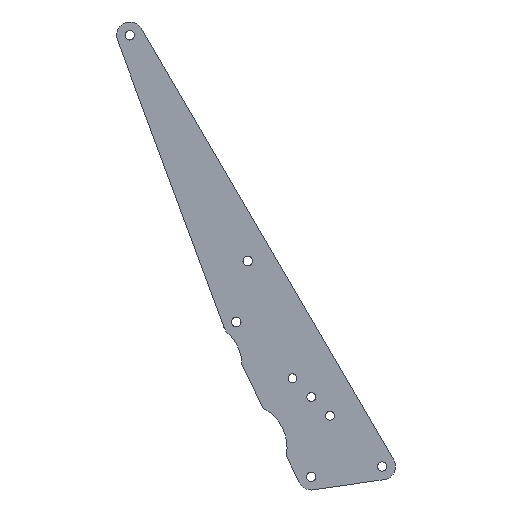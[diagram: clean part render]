
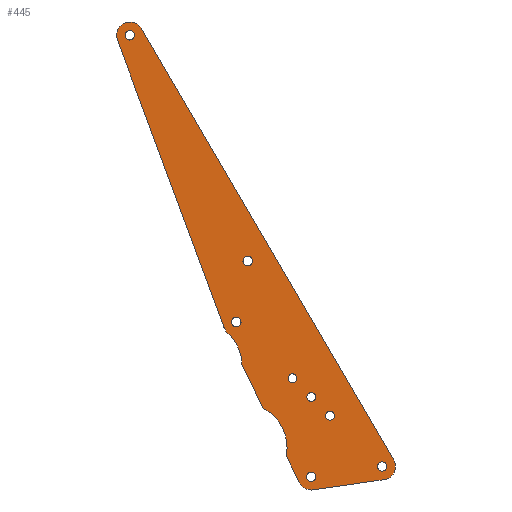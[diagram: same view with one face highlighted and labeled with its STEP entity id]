
A CAD part, left-side view. The second image highlights one B-rep face of the part: STEP entity #445.
In plain terms, the highlighted planar face has unit normal (-1, 0, 0).
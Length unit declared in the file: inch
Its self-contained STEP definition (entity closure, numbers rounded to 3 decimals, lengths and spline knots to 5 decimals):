
#15=FACE_BOUND('',#116,.T.);
#16=FACE_BOUND('',#117,.T.);
#17=FACE_BOUND('',#118,.T.);
#18=FACE_BOUND('',#119,.T.);
#19=FACE_BOUND('',#120,.T.);
#20=FACE_BOUND('',#121,.T.);
#21=FACE_BOUND('',#122,.T.);
#22=FACE_BOUND('',#123,.T.);
#31=CIRCLE('',#451,0.09);
#33=CIRCLE('',#454,0.09);
#35=CIRCLE('',#457,0.25);
#38=CIRCLE('',#462,0.25);
#39=CIRCLE('',#464,0.091);
#41=CIRCLE('',#467,0.0835);
#43=CIRCLE('',#470,0.0875);
#45=CIRCLE('',#473,0.0835);
#47=CIRCLE('',#476,0.0835);
#49=CIRCLE('',#479,0.0875);
#52=CIRCLE('',#483,0.8325);
#53=CIRCLE('',#486,0.25);
#56=CIRCLE('',#491,0.25);
#58=CIRCLE('',#495,0.8325);
#93=FACE_OUTER_BOUND('',#115,.T.);
#115=EDGE_LOOP('',(#377,#378,#379,#380,#381,#382,#383,#384,#385,#386,#387,
#388));
#116=EDGE_LOOP('',(#389));
#117=EDGE_LOOP('',(#390));
#118=EDGE_LOOP('',(#391));
#119=EDGE_LOOP('',(#392));
#120=EDGE_LOOP('',(#393));
#121=EDGE_LOOP('',(#394));
#122=EDGE_LOOP('',(#395));
#123=EDGE_LOOP('',(#396));
#133=LINE('',#637,#165);
#140=LINE('',#663,#172);
#153=LINE('',#720,#185);
#156=LINE('',#731,#188);
#160=LINE('',#743,#192);
#164=LINE('',#753,#196);
#165=VECTOR('',#503,0.3937);
#172=VECTOR('',#530,0.3937);
#185=VECTOR('',#593,0.3937);
#188=VECTOR('',#604,0.3937);
#192=VECTOR('',#616,0.3937);
#196=VECTOR('',#628,0.3937);
#197=VERTEX_POINT('',#635);
#198=VERTEX_POINT('',#636);
#201=VERTEX_POINT('',#644);
#203=VERTEX_POINT('',#650);
#205=VERTEX_POINT('',#656);
#207=VERTEX_POINT('',#662);
#210=VERTEX_POINT('',#670);
#211=VERTEX_POINT('',#674);
#213=VERTEX_POINT('',#680);
#215=VERTEX_POINT('',#686);
#217=VERTEX_POINT('',#692);
#219=VERTEX_POINT('',#698);
#221=VERTEX_POINT('',#704);
#225=VERTEX_POINT('',#713);
#226=VERTEX_POINT('',#715);
#227=VERTEX_POINT('',#722);
#230=VERTEX_POINT('',#730);
#232=VERTEX_POINT('',#736);
#234=VERTEX_POINT('',#742);
#236=VERTEX_POINT('',#748);
#237=EDGE_CURVE('',#197,#198,#133,.T.);
#241=EDGE_CURVE('',#201,#201,#31,.T.);
#244=EDGE_CURVE('',#203,#203,#33,.T.);
#247=EDGE_CURVE('',#198,#205,#35,.T.);
#250=EDGE_CURVE('',#205,#207,#140,.T.);
#255=EDGE_CURVE('',#197,#210,#38,.T.);
#256=EDGE_CURVE('',#211,#211,#39,.T.);
#259=EDGE_CURVE('',#213,#213,#41,.T.);
#262=EDGE_CURVE('',#215,#215,#43,.T.);
#265=EDGE_CURVE('',#217,#217,#45,.T.);
#268=EDGE_CURVE('',#219,#219,#47,.T.);
#271=EDGE_CURVE('',#221,#221,#49,.T.);
#276=EDGE_CURVE('',#226,#225,#52,.T.);
#279=EDGE_CURVE('',#210,#226,#153,.T.);
#280=EDGE_CURVE('',#227,#207,#53,.T.);
#284=EDGE_CURVE('',#230,#227,#156,.T.);
#287=EDGE_CURVE('',#232,#230,#56,.T.);
#290=EDGE_CURVE('',#234,#232,#160,.T.);
#293=EDGE_CURVE('',#236,#234,#58,.T.);
#296=EDGE_CURVE('',#225,#236,#164,.T.);
#377=ORIENTED_EDGE('',*,*,#296,.T.);
#378=ORIENTED_EDGE('',*,*,#293,.T.);
#379=ORIENTED_EDGE('',*,*,#290,.T.);
#380=ORIENTED_EDGE('',*,*,#287,.T.);
#381=ORIENTED_EDGE('',*,*,#284,.T.);
#382=ORIENTED_EDGE('',*,*,#280,.T.);
#383=ORIENTED_EDGE('',*,*,#250,.F.);
#384=ORIENTED_EDGE('',*,*,#247,.F.);
#385=ORIENTED_EDGE('',*,*,#237,.F.);
#386=ORIENTED_EDGE('',*,*,#255,.T.);
#387=ORIENTED_EDGE('',*,*,#279,.T.);
#388=ORIENTED_EDGE('',*,*,#276,.T.);
#389=ORIENTED_EDGE('',*,*,#241,.F.);
#390=ORIENTED_EDGE('',*,*,#244,.F.);
#391=ORIENTED_EDGE('',*,*,#256,.F.);
#392=ORIENTED_EDGE('',*,*,#271,.T.);
#393=ORIENTED_EDGE('',*,*,#268,.T.);
#394=ORIENTED_EDGE('',*,*,#265,.T.);
#395=ORIENTED_EDGE('',*,*,#262,.T.);
#396=ORIENTED_EDGE('',*,*,#259,.T.);
#423=PLANE('',#497);
#445=ADVANCED_FACE('',(#93,#15,#16,#17,#18,#19,#20,#21,#22),#423,.T.);
#451=AXIS2_PLACEMENT_3D('',#645,#509,#510);
#454=AXIS2_PLACEMENT_3D('',#651,#516,#517);
#457=AXIS2_PLACEMENT_3D('',#657,#523,#524);
#462=AXIS2_PLACEMENT_3D('',#672,#538,#539);
#464=AXIS2_PLACEMENT_3D('',#675,#542,#543);
#467=AXIS2_PLACEMENT_3D('',#681,#549,#550);
#470=AXIS2_PLACEMENT_3D('',#687,#556,#557);
#473=AXIS2_PLACEMENT_3D('',#693,#563,#564);
#476=AXIS2_PLACEMENT_3D('',#699,#570,#571);
#479=AXIS2_PLACEMENT_3D('',#705,#577,#578);
#483=AXIS2_PLACEMENT_3D('',#716,#587,#588);
#486=AXIS2_PLACEMENT_3D('',#723,#596,#597);
#491=AXIS2_PLACEMENT_3D('',#737,#610,#611);
#495=AXIS2_PLACEMENT_3D('',#749,#622,#623);
#497=AXIS2_PLACEMENT_3D('',#754,#629,#630);
#503=DIRECTION('',(0.,0.348,0.938));
#509=DIRECTION('center_axis',(-1.,0.,0.));
#510=DIRECTION('ref_axis',(0.,1.,0.));
#516=DIRECTION('center_axis',(-1.,0.,0.));
#517=DIRECTION('ref_axis',(0.,1.,0.));
#523=DIRECTION('center_axis',(1.,0.,0.));
#524=DIRECTION('ref_axis',(0.,0.938,-0.348));
#530=DIRECTION('',(0.,-0.505,-0.863));
#538=DIRECTION('center_axis',(-1.,0.,0.));
#539=DIRECTION('ref_axis',(0.,-1.,0.));
#542=DIRECTION('center_axis',(-1.,0.,0.));
#543=DIRECTION('ref_axis',(0.,1.,0.));
#549=DIRECTION('center_axis',(1.,0.,0.));
#550=DIRECTION('ref_axis',(0.,-1.,0.));
#556=DIRECTION('center_axis',(1.,0.,0.));
#557=DIRECTION('ref_axis',(0.,-1.,0.));
#563=DIRECTION('center_axis',(1.,0.,0.));
#564=DIRECTION('ref_axis',(0.,-1.,0.));
#570=DIRECTION('center_axis',(1.,0.,0.));
#571=DIRECTION('ref_axis',(0.,-1.,0.));
#577=DIRECTION('center_axis',(1.,0.,0.));
#578=DIRECTION('ref_axis',(0.,-1.,0.));
#587=DIRECTION('center_axis',(1.,0.,0.));
#588=DIRECTION('ref_axis',(0.,-1.,0.022));
#593=DIRECTION('',(0.,-0.437,-0.9));
#596=DIRECTION('center_axis',(-1.,0.,0.));
#597=DIRECTION('ref_axis',(0.,-1.,0.));
#604=DIRECTION('',(0.,-0.99,0.143));
#610=DIRECTION('center_axis',(-1.,0.,0.));
#611=DIRECTION('ref_axis',(0.,-1.,0.));
#616=DIRECTION('',(0.,-0.437,-0.9));
#622=DIRECTION('center_axis',(1.,0.,0.));
#623=DIRECTION('ref_axis',(0.,-1.,0.));
#628=DIRECTION('',(0.,-0.437,-0.9));
#629=DIRECTION('center_axis',(-1.,0.,0.));
#630=DIRECTION('ref_axis',(0.,-1.,0.));
#635=CARTESIAN_POINT('',(3.96603,-0.67036,4.56541));
#636=CARTESIAN_POINT('',(3.96603,1.33147,9.96348));
#637=CARTESIAN_POINT('',(3.96603,0.55818,7.87827));
#644=CARTESIAN_POINT('',(3.96603,1.00706,10.0504));
#645=CARTESIAN_POINT('Origin',(3.96603,1.09706,10.0504));
#650=CARTESIAN_POINT('',(3.96603,-1.21117,5.80124));
#651=CARTESIAN_POINT('Origin',(3.96603,-1.12117,5.80124));
#656=CARTESIAN_POINT('',(3.96603,0.88129,10.17666));
#657=CARTESIAN_POINT('Origin',(3.96603,1.09706,10.0504));
#662=CARTESIAN_POINT('',(3.96603,-3.86746,2.06083));
#663=CARTESIAN_POINT('',(3.96603,-2.63709,4.16359));
#670=CARTESIAN_POINT('',(3.96603,-0.67987,4.54313));
#672=CARTESIAN_POINT('Origin',(3.96603,-0.90476,4.65234));
#674=CARTESIAN_POINT('',(3.96603,-0.99576,4.65234));
#675=CARTESIAN_POINT('Origin',(3.96603,-0.90476,4.65234));
#680=CARTESIAN_POINT('',(3.96603,-2.23387,3.24209));
#681=CARTESIAN_POINT('Origin',(3.96603,-2.31737,3.24209));
#686=CARTESIAN_POINT('',(3.96603,-2.23044,1.74209));
#687=CARTESIAN_POINT('Origin',(3.96603,-2.31794,1.74209));
#692=CARTESIAN_POINT('',(3.96603,-2.58743,2.88854));
#693=CARTESIAN_POINT('Origin',(3.96603,-2.67093,2.88854));
#698=CARTESIAN_POINT('',(3.96603,-1.88032,3.59565));
#699=CARTESIAN_POINT('Origin',(3.96603,-1.96382,3.59565));
#704=CARTESIAN_POINT('',(3.96603,-3.56419,1.93458));
#705=CARTESIAN_POINT('Origin',(3.96603,-3.65169,1.93458));
#713=CARTESIAN_POINT('',(3.96603,-1.01157,3.86005));
#715=CARTESIAN_POINT('',(3.96603,-0.70853,4.48411));
#716=CARTESIAN_POINT('Origin',(3.96603,-0.17927,3.84151));
#720=CARTESIAN_POINT('',(3.96603,-0.67987,4.54313));
#722=CARTESIAN_POINT('',(3.96603,-3.68739,1.68714));
#723=CARTESIAN_POINT('Origin',(3.96603,-3.65169,1.93458));
#730=CARTESIAN_POINT('',(3.96603,-2.35365,1.49466));
#731=CARTESIAN_POINT('',(3.96603,-2.35365,1.49466));
#736=CARTESIAN_POINT('',(3.96603,-2.09305,1.63289));
#737=CARTESIAN_POINT('Origin',(3.96603,-2.31794,1.74209));
#742=CARTESIAN_POINT('',(3.96603,-1.84796,2.13763));
#743=CARTESIAN_POINT('',(3.96603,-1.84796,2.13763));
#748=CARTESIAN_POINT('',(3.96603,-1.41458,3.0301));
#749=CARTESIAN_POINT('Origin',(3.96603,-1.02986,2.29183));
#753=CARTESIAN_POINT('',(3.96603,-1.01157,3.86005));
#754=CARTESIAN_POINT('Origin',(3.96603,-2.27822,3.19722));
